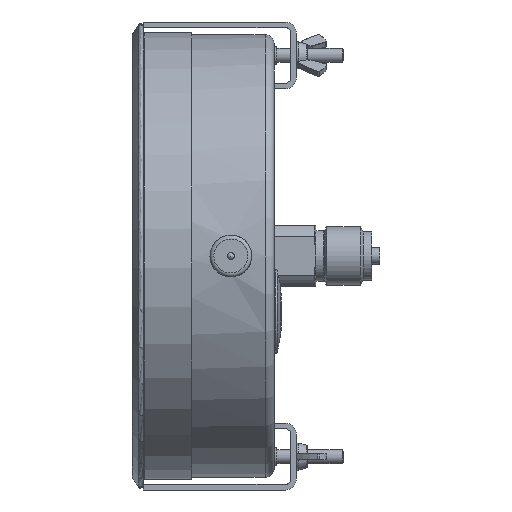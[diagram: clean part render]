
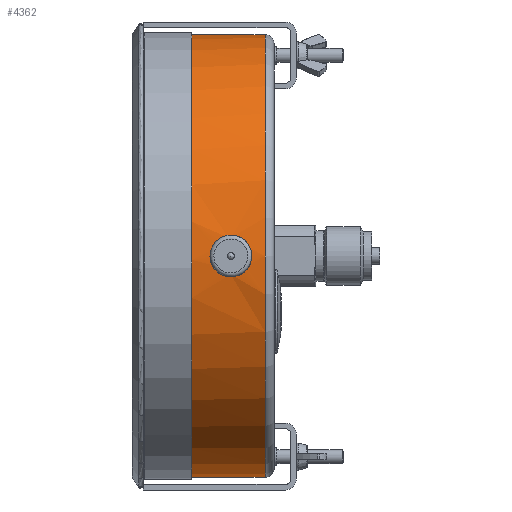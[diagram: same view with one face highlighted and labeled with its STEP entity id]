
A CAD part, left-side view. The second image highlights one B-rep face of the part: STEP entity #4362.
In plain terms, the highlighted cylindrical face has radius 79.5 mm (diameter 159 mm), a full revolution.
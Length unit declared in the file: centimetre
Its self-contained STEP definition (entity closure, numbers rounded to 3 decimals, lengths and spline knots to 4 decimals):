
#78=B_SPLINE_CURVE_WITH_KNOTS('',3,(#7994,#7995,#7996,#7997,#7998,#7999,
#8000,#8001,#8002,#8003,#8004,#8005,#8006,#8007,#8008,#8009,#8010,#8011),
 .UNSPECIFIED.,.F.,.F.,(4,2,2,2,2,2,2,2,4),(0.9949,1.2437,
1.4924,1.7412,1.9899,2.2386,2.4874,
2.7361,2.9848),.UNSPECIFIED.);
#79=B_SPLINE_CURVE_WITH_KNOTS('',3,(#8014,#8015,#8016,#8017,#8018,#8019,
#8020,#8021,#8022,#8023,#8024,#8025,#8026,#8027,#8028,#8029,#8030,#8031,
#8032),.UNSPECIFIED.,.F.,.F.,(4,2,2,2,3,2,2,2,4),(2.9848,3.2336,
3.4823,3.731,3.9798,4.2285,4.4772,
4.726,4.9747),.UNSPECIFIED.);
#275=CYLINDRICAL_SURFACE('',#4908,7.95);
#318=FACE_BOUND('',#1286,.T.);
#319=FACE_BOUND('',#1287,.T.);
#539=LINE('',#7992,#751);
#540=LINE('',#8013,#752);
#751=VECTOR('',#6208,0.09);
#752=VECTOR('',#6209,0.09);
#992=FACE_OUTER_BOUND('',#1285,.T.);
#1285=EDGE_LOOP('',(#3757));
#1286=EDGE_LOOP('',(#3758,#3759,#3760,#3761,#3762,#3763));
#1287=EDGE_LOOP('',(#3764));
#1605=CIRCLE('',#4907,7.95);
#1606=CIRCLE('',#4909,7.95);
#1987=VERTEX_POINT('',#7985);
#1988=VERTEX_POINT('',#7988);
#1989=VERTEX_POINT('',#7990);
#1990=VERTEX_POINT('',#7991);
#1991=VERTEX_POINT('',#7993);
#1992=VERTEX_POINT('',#8012);
#2581=EDGE_CURVE('',#1987,#1987,#1605,.T.);
#2582=EDGE_CURVE('',#1988,#1988,#1606,.T.);
#2583=EDGE_CURVE('',#1989,#1990,#539,.T.);
#2584=EDGE_CURVE('',#1989,#1991,#78,.T.);
#2585=EDGE_CURVE('',#1992,#1991,#540,.T.);
#2586=EDGE_CURVE('',#1991,#1989,#79,.T.);
#3757=ORIENTED_EDGE('',*,*,#2582,.T.);
#3758=ORIENTED_EDGE('',*,*,#2583,.T.);
#3759=ORIENTED_EDGE('',*,*,#2583,.F.);
#3760=ORIENTED_EDGE('',*,*,#2584,.T.);
#3761=ORIENTED_EDGE('',*,*,#2585,.F.);
#3762=ORIENTED_EDGE('',*,*,#2585,.T.);
#3763=ORIENTED_EDGE('',*,*,#2586,.T.);
#3764=ORIENTED_EDGE('',*,*,#2581,.F.);
#4362=ADVANCED_FACE('',(#992,#318,#319),#275,.T.);
#4907=AXIS2_PLACEMENT_3D('',#7986,#6202,#6203);
#4908=AXIS2_PLACEMENT_3D('',#7987,#6204,#6205);
#4909=AXIS2_PLACEMENT_3D('',#7989,#6206,#6207);
#6202=DIRECTION('center_axis',(0.,-1.,0.));
#6203=DIRECTION('ref_axis',(0.,0.,
-1.));
#6204=DIRECTION('center_axis',(0.,-1.,0.));
#6205=DIRECTION('ref_axis',(0.,0.,
-1.));
#6206=DIRECTION('center_axis',(0.,-1.,0.));
#6207=DIRECTION('ref_axis',(0.,0.,
-1.));
#6208=DIRECTION('',(0.,-1.,0.));
#6209=DIRECTION('',(0.,-1.,0.));
#7985=CARTESIAN_POINT('',(-3.45,4.125,-7.95));
#7986=CARTESIAN_POINT('Origin',(-3.45,4.125,0.));
#7987=CARTESIAN_POINT('Origin',(-3.45,5.565,0.));
#7988=CARTESIAN_POINT('',(4.4426,6.7465,-0.9532));
#7989=CARTESIAN_POINT('Origin',(-3.45,6.7465,0.));
#7990=CARTESIAN_POINT('',(-11.4,4.69,0.));
#7991=CARTESIAN_POINT('',(-11.4,4.6,0.));
#7992=CARTESIAN_POINT('',(-11.4,5.565,0.));
#7993=CARTESIAN_POINT('',(-11.4,6.01,0.));
#7994=CARTESIAN_POINT('Ctrl Pts',(-11.4,4.69,0.));
#7995=CARTESIAN_POINT('Ctrl Pts',(-11.4,4.69,-0.0829));
#7996=CARTESIAN_POINT('Ctrl Pts',(-11.3986,4.7066,-0.1713));
#7997=CARTESIAN_POINT('Ctrl Pts',(-11.3934,4.7739,-0.3339));
#7998=CARTESIAN_POINT('Ctrl Pts',(-11.3897,4.8247,-0.4081));
#7999=CARTESIAN_POINT('Ctrl Pts',(-11.3828,4.9419,-0.5253));
#8000=CARTESIAN_POINT('Ctrl Pts',(-11.3792,5.0161,-0.5761));
#8001=CARTESIAN_POINT('Ctrl Pts',(-11.374,5.1787,-0.6434));
#8002=CARTESIAN_POINT('Ctrl Pts',(-11.3726,5.2671,-0.66));
#8003=CARTESIAN_POINT('Ctrl Pts',(-11.3726,5.4329,-0.66));
#8004=CARTESIAN_POINT('Ctrl Pts',(-11.374,5.5213,-0.6434));
#8005=CARTESIAN_POINT('Ctrl Pts',(-11.3792,5.6839,-0.5761));
#8006=CARTESIAN_POINT('Ctrl Pts',(-11.3828,5.7581,-0.5253));
#8007=CARTESIAN_POINT('Ctrl Pts',(-11.3897,5.8753,-0.4081));
#8008=CARTESIAN_POINT('Ctrl Pts',(-11.3934,5.9261,-0.3339));
#8009=CARTESIAN_POINT('Ctrl Pts',(-11.3986,5.9934,-0.1713));
#8010=CARTESIAN_POINT('Ctrl Pts',(-11.4,6.01,-0.0829));
#8011=CARTESIAN_POINT('Ctrl Pts',(-11.4,6.01,0.));
#8012=CARTESIAN_POINT('',(-11.4,6.1,0.));
#8013=CARTESIAN_POINT('',(-11.4,5.565,0.));
#8014=CARTESIAN_POINT('Ctrl Pts',(-11.4,6.01,0.));
#8015=CARTESIAN_POINT('Ctrl Pts',(-11.4,6.01,0.0829));
#8016=CARTESIAN_POINT('Ctrl Pts',(-11.3986,5.9934,0.1713));
#8017=CARTESIAN_POINT('Ctrl Pts',(-11.3934,5.9261,0.3339));
#8018=CARTESIAN_POINT('Ctrl Pts',(-11.3897,5.8753,0.4081));
#8019=CARTESIAN_POINT('Ctrl Pts',(-11.3828,5.7581,0.5253));
#8020=CARTESIAN_POINT('Ctrl Pts',(-11.3792,5.6839,0.5761));
#8021=CARTESIAN_POINT('Ctrl Pts',(-11.374,5.5213,0.6434));
#8022=CARTESIAN_POINT('Ctrl Pts',(-11.3726,5.4329,0.66));
#8023=CARTESIAN_POINT('Ctrl Pts',(-11.3726,5.35,0.66));
#8024=CARTESIAN_POINT('Ctrl Pts',(-11.3726,5.2671,0.66));
#8025=CARTESIAN_POINT('Ctrl Pts',(-11.374,5.1787,0.6434));
#8026=CARTESIAN_POINT('Ctrl Pts',(-11.3792,5.0161,0.5761));
#8027=CARTESIAN_POINT('Ctrl Pts',(-11.3828,4.9419,0.5253));
#8028=CARTESIAN_POINT('Ctrl Pts',(-11.3897,4.8247,0.4081));
#8029=CARTESIAN_POINT('Ctrl Pts',(-11.3934,4.7739,0.3339));
#8030=CARTESIAN_POINT('Ctrl Pts',(-11.3986,4.7066,0.1713));
#8031=CARTESIAN_POINT('Ctrl Pts',(-11.4,4.69,0.0829));
#8032=CARTESIAN_POINT('Ctrl Pts',(-11.4,4.69,0.));
